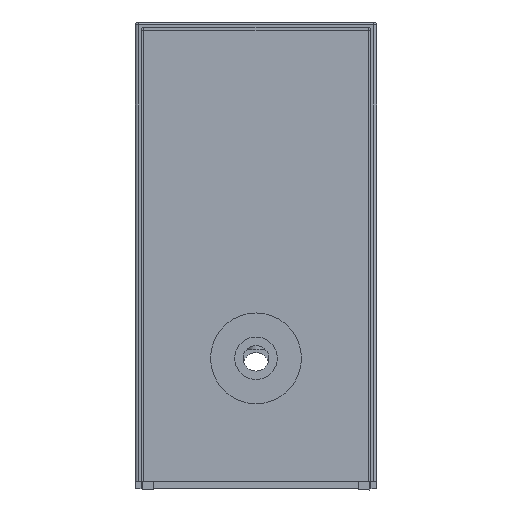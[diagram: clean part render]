
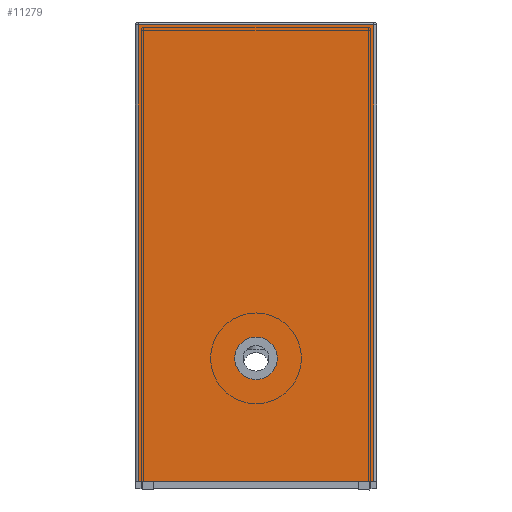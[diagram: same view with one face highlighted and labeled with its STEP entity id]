
A CAD part, front view. The second image highlights one B-rep face of the part: STEP entity #11279.
In plain terms, the highlighted planar face has unit normal (0, -1, 0).
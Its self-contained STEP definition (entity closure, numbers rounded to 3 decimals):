
#50=FACE_BOUND('',#1524,.T.);
#247=PLANE('',#12114);
#850=FACE_OUTER_BOUND('',#1523,.T.);
#1523=EDGE_LOOP('',(#8594,#8595,#8596,#8597));
#1524=EDGE_LOOP('',(#8598));
#2422=LINE('',#16778,#3775);
#2425=LINE('',#16782,#3778);
#2427=LINE('',#16788,#3780);
#2428=LINE('',#16790,#3781);
#3775=VECTOR('',#13607,10.);
#3778=VECTOR('',#13612,10.);
#3780=VECTOR('',#13618,10.);
#3781=VECTOR('',#13621,10.);
#4978=CIRCLE('',#12074,3.75);
#5366=VERTEX_POINT('',#16700);
#5380=VERTEX_POINT('',#16750);
#5385=VERTEX_POINT('',#16763);
#5390=VERTEX_POINT('',#16776);
#5391=VERTEX_POINT('',#16784);
#6536=EDGE_CURVE('',#5366,#5366,#4978,.T.);
#6573=EDGE_CURVE('',#5390,#5385,#2422,.T.);
#6576=EDGE_CURVE('',#5385,#5380,#2425,.T.);
#6579=EDGE_CURVE('',#5380,#5391,#2427,.T.);
#6580=EDGE_CURVE('',#5391,#5390,#2428,.T.);
#8594=ORIENTED_EDGE('',*,*,#6579,.F.);
#8595=ORIENTED_EDGE('',*,*,#6576,.F.);
#8596=ORIENTED_EDGE('',*,*,#6573,.F.);
#8597=ORIENTED_EDGE('',*,*,#6580,.F.);
#8598=ORIENTED_EDGE('',*,*,#6536,.T.);
#11279=ADVANCED_FACE('',(#850,#50),#247,.T.);
#12074=AXIS2_PLACEMENT_3D('',#16701,#13517,#13518);
#12114=AXIS2_PLACEMENT_3D('',#16789,#13619,#13620);
#13517=DIRECTION('center_axis',(0.,1.,0.));
#13518=DIRECTION('ref_axis',(1.,0.,0.));
#13607=DIRECTION('',(0.,0.,1.));
#13612=DIRECTION('',(1.,0.,0.));
#13618=DIRECTION('',(0.,0.,-1.));
#13619=DIRECTION('center_axis',(0.,-1.,0.));
#13620=DIRECTION('ref_axis',(1.,0.,0.));
#13621=DIRECTION('',(-1.,0.,0.));
#16700=CARTESIAN_POINT('',(-3.75,-299.5,5.083));
#16701=CARTESIAN_POINT('Origin',(0.,-299.5,5.083));
#16750=CARTESIAN_POINT('',(20.75,-299.5,63.833));
#16763=CARTESIAN_POINT('',(-20.75,-299.5,63.833));
#16776=CARTESIAN_POINT('',(-20.75,-299.5,-16.667));
#16778=CARTESIAN_POINT('',(-20.75,-299.5,43.833));
#16782=CARTESIAN_POINT('',(10.625,-299.5,63.833));
#16784=CARTESIAN_POINT('',(20.75,-299.5,-16.667));
#16788=CARTESIAN_POINT('',(20.75,-299.5,3.333));
#16789=CARTESIAN_POINT('Origin',(0.,-299.5,23.333));
#16790=CARTESIAN_POINT('',(-20.25,-299.5,-16.667));
